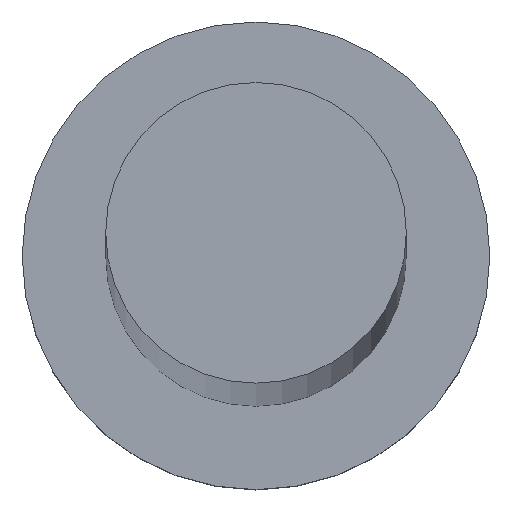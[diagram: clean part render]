
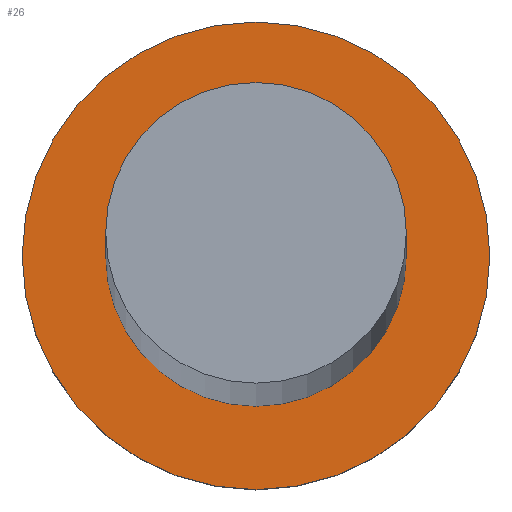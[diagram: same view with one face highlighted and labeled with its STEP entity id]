
A CAD part, top view. The second image highlights one B-rep face of the part: STEP entity #26.
In plain terms, the highlighted planar face has unit normal (0, 0, 1).
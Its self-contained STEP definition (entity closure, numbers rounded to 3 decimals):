
#11 = AXIS2_PLACEMENT_3D ( 'NONE', #60, #143, #46 ) ;
#26 = ADVANCED_FACE ( 'NONE', ( #48, #49 ), #34, .T. ) ;
#32 = ORIENTED_EDGE ( 'NONE', *, *, #234, .T. ) ;
#34 = PLANE ( 'NONE',  #195 ) ;
#36 = DIRECTION ( 'NONE',  ( 0., 0., 1. ) ) ;
#39 = VERTEX_POINT ( 'NONE', #128 ) ;
#45 = CIRCLE ( 'NONE', #11, 7. ) ;
#46 = DIRECTION ( 'NONE',  ( 1., 0., 0. ) ) ;
#48 = FACE_BOUND ( 'NONE', #186, .T. ) ;
#49 = FACE_OUTER_BOUND ( 'NONE', #244, .T. ) ;
#50 = EDGE_CURVE ( 'NONE', #166, #151, #121, .T. ) ;
#54 = CARTESIAN_POINT ( 'NONE',  ( 7., 0., 5. ) ) ;
#60 = CARTESIAN_POINT ( 'NONE',  ( 0., 0., 5. ) ) ;
#71 = AXIS2_PLACEMENT_3D ( 'NONE', #245, #36, #253 ) ;
#82 = ORIENTED_EDGE ( 'NONE', *, *, #50, .F. ) ;
#83 = CIRCLE ( 'NONE', #227, 4.5 ) ;
#94 = EDGE_CURVE ( 'NONE', #39, #144, #182, .T. ) ;
#110 = ORIENTED_EDGE ( 'NONE', *, *, #94, .T. ) ;
#117 = DIRECTION ( 'NONE',  ( 0., 0., 1. ) ) ;
#118 = EDGE_CURVE ( 'NONE', #151, #166, #83, .T. ) ;
#121 = CIRCLE ( 'NONE', #71, 4.5 ) ;
#122 = CARTESIAN_POINT ( 'NONE',  ( 0., 0., 5. ) ) ;
#128 = CARTESIAN_POINT ( 'NONE',  ( -7., 0., 5. ) ) ;
#143 = DIRECTION ( 'NONE',  ( 0., 0., 1. ) ) ;
#144 = VERTEX_POINT ( 'NONE', #54 ) ;
#151 = VERTEX_POINT ( 'NONE', #216 ) ;
#155 = DIRECTION ( 'NONE',  ( 0., 0., 1. ) ) ;
#166 = VERTEX_POINT ( 'NONE', #215 ) ;
#170 = DIRECTION ( 'NONE',  ( 0., 0., 1. ) ) ;
#182 = CIRCLE ( 'NONE', #192, 7. ) ;
#186 = EDGE_LOOP ( 'NONE', ( #236, #82 ) ) ;
#191 = DIRECTION ( 'NONE',  ( 1., 0., 0. ) ) ;
#192 = AXIS2_PLACEMENT_3D ( 'NONE', #196, #155, #212 ) ;
#195 = AXIS2_PLACEMENT_3D ( 'NONE', #205, #170, #243 ) ;
#196 = CARTESIAN_POINT ( 'NONE',  ( 0., 0., 5. ) ) ;
#205 = CARTESIAN_POINT ( 'NONE',  ( 0., 0., 5. ) ) ;
#212 = DIRECTION ( 'NONE',  ( 1., 0., 0. ) ) ;
#215 = CARTESIAN_POINT ( 'NONE',  ( 4.5, 0., 5. ) ) ;
#216 = CARTESIAN_POINT ( 'NONE',  ( -4.5, 0., 5. ) ) ;
#227 = AXIS2_PLACEMENT_3D ( 'NONE', #122, #117, #191 ) ;
#234 = EDGE_CURVE ( 'NONE', #144, #39, #45, .T. ) ;
#236 = ORIENTED_EDGE ( 'NONE', *, *, #118, .F. ) ;
#243 = DIRECTION ( 'NONE',  ( 1., 0., 0. ) ) ;
#244 = EDGE_LOOP ( 'NONE', ( #110, #32 ) ) ;
#245 = CARTESIAN_POINT ( 'NONE',  ( 0., 0., 5. ) ) ;
#253 = DIRECTION ( 'NONE',  ( 1., 0., 0. ) ) ;
